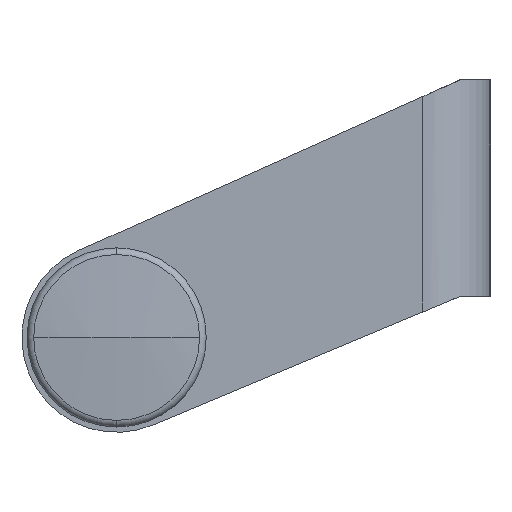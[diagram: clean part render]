
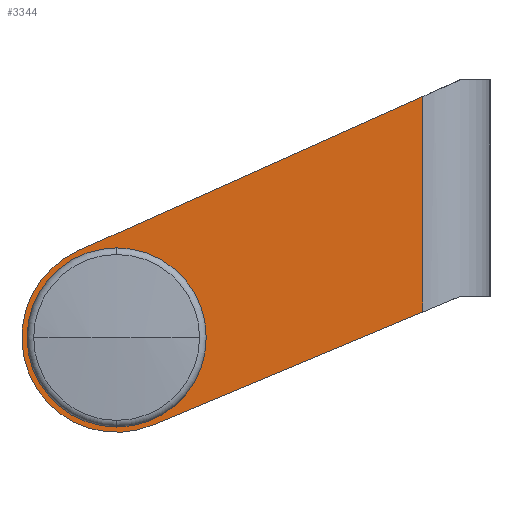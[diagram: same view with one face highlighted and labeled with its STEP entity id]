
A CAD part, left-side view. The second image highlights one B-rep face of the part: STEP entity #3344.
In plain terms, the highlighted planar face has unit normal (-1, 0, 0).
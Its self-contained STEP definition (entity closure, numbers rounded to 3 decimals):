
#34 = DIRECTION ( 'NONE',  ( -1., 0., 0. ) ) ;
#62 = CARTESIAN_POINT ( 'NONE',  ( 0., -6.833, -8.306 ) ) ;
#120 = EDGE_CURVE ( 'NONE', #5287, #6568, #2167, .T. ) ;
#207 = EDGE_LOOP ( 'NONE', ( #2439, #4293 ) ) ;
#210 = VERTEX_POINT ( 'NONE', #225 ) ;
#219 = VERTEX_POINT ( 'NONE', #5462 ) ;
#225 = CARTESIAN_POINT ( 'NONE',  ( 0., 5.188, 11.592 ) ) ;
#306 = VERTEX_POINT ( 'NONE', #4345 ) ;
#323 = DIRECTION ( 'NONE',  ( -1., 0., 0. ) ) ;
#535 = ORIENTED_EDGE ( 'NONE', *, *, #1092, .F. ) ;
#674 = CIRCLE ( 'NONE', #3788, 3.25 ) ;
#917 = EDGE_CURVE ( 'NONE', #2172, #210, #6026, .T. ) ;
#958 = CIRCLE ( 'NONE', #4615, 3.25 ) ;
#1014 = DIRECTION ( 'NONE',  ( -1., 0., 0. ) ) ;
#1033 = CARTESIAN_POINT ( 'NONE',  ( 0., -6.833, -5.056 ) ) ;
#1050 = AXIS2_PLACEMENT_3D ( 'NONE', #4779, #34, #2178 ) ;
#1082 = DIRECTION ( 'NONE',  ( 0., 0., 1. ) ) ;
#1092 = EDGE_CURVE ( 'NONE', #4173, #2601, #2629, .T. ) ;
#1356 = PLANE ( 'NONE',  #3078 ) ;
#1415 = VERTEX_POINT ( 'NONE', #62 ) ;
#1470 = DIRECTION ( 'NONE',  ( 0., 0., 1. ) ) ;
#1606 = EDGE_CURVE ( 'NONE', #210, #6579, #3803, .T. ) ;
#1609 = CARTESIAN_POINT ( 'NONE',  ( 0., -4.907, -11.714 ) ) ;
#1727 = CARTESIAN_POINT ( 'NONE',  ( 0., -46., 34.5 ) ) ;
#1739 = VECTOR ( 'NONE', #6395, 1000. ) ;
#1868 = EDGE_CURVE ( 'NONE', #1415, #219, #4048, .T. ) ;
#1948 = FACE_BOUND ( 'NONE', #207, .T. ) ;
#1997 = ORIENTED_EDGE ( 'NONE', *, *, #1868, .F. ) ;
#1999 = CARTESIAN_POINT ( 'NONE',  ( 0., 0., 0. ) ) ;
#2166 = ORIENTED_EDGE ( 'NONE', *, *, #1606, .F. ) ;
#2167 = CIRCLE ( 'NONE', #5011, 4.025 ) ;
#2172 = VERTEX_POINT ( 'NONE', #2790 ) ;
#2178 = DIRECTION ( 'NONE',  ( 0., 0., 1. ) ) ;
#2185 = CIRCLE ( 'NONE', #3055, 3.25 ) ;
#2234 = CARTESIAN_POINT ( 'NONE',  ( 0., 7.795, -6.639 ) ) ;
#2242 = DIRECTION ( 'NONE',  ( 0., 0., 1. ) ) ;
#2259 = ORIENTED_EDGE ( 'NONE', *, *, #6254, .T. ) ;
#2363 = EDGE_LOOP ( 'NONE', ( #4286, #5453, #2166, #2783 ) ) ;
#2439 = ORIENTED_EDGE ( 'NONE', *, *, #3224, .F. ) ;
#2601 = VERTEX_POINT ( 'NONE', #4604 ) ;
#2629 = CIRCLE ( 'NONE', #6480, 3.25 ) ;
#2641 = EDGE_CURVE ( 'NONE', #2950, #6579, #4784, .T. ) ;
#2642 = AXIS2_PLACEMENT_3D ( 'NONE', #6628, #323, #3527 ) ;
#2741 = CARTESIAN_POINT ( 'NONE',  ( 0., 0., -4.025 ) ) ;
#2783 = ORIENTED_EDGE ( 'NONE', *, *, #917, .F. ) ;
#2790 = CARTESIAN_POINT ( 'NONE',  ( 0., -4.907, -11.714 ) ) ;
#2948 = DIRECTION ( 'NONE',  ( -1., 0., 0. ) ) ;
#2950 = VERTEX_POINT ( 'NONE', #4251 ) ;
#2986 = ORIENTED_EDGE ( 'NONE', *, *, #5866, .F. ) ;
#3019 = FACE_BOUND ( 'NONE', #3139, .T. ) ;
#3055 = AXIS2_PLACEMENT_3D ( 'NONE', #4813, #3588, #2242 ) ;
#3078 = AXIS2_PLACEMENT_3D ( 'NONE', #3470, #2948, #6733 ) ;
#3086 = FACE_BOUND ( 'NONE', #4503, .T. ) ;
#3134 = EDGE_LOOP ( 'NONE', ( #2986, #1997 ) ) ;
#3139 = EDGE_LOOP ( 'NONE', ( #4978, #2259 ) ) ;
#3224 = EDGE_CURVE ( 'NONE', #306, #4554, #958, .T. ) ;
#3344 = ADVANCED_FACE ( 'NONE', ( #6216, #3086, #1948, #6086, #3019 ), #1356, .T. ) ;
#3470 = CARTESIAN_POINT ( 'NONE',  ( 0., 0., 0. ) ) ;
#3527 = DIRECTION ( 'NONE',  ( 0., 0., 1. ) ) ;
#3541 = DIRECTION ( 'NONE',  ( 0., 0., 1. ) ) ;
#3588 = DIRECTION ( 'NONE',  ( -1., 0., 0. ) ) ;
#3623 = CARTESIAN_POINT ( 'NONE',  ( 0., -0.962, 8.445 ) ) ;
#3649 = DIRECTION ( 'NONE',  ( -1., 0., 0. ) ) ;
#3773 = DIRECTION ( 'NONE',  ( 0., 0., 1. ) ) ;
#3788 = AXIS2_PLACEMENT_3D ( 'NONE', #1033, #6400, #3773 ) ;
#3803 = LINE ( 'NONE', #1727, #1739 ) ;
#3930 = EDGE_CURVE ( 'NONE', #2950, #2172, #4704, .T. ) ;
#4021 = DIRECTION ( 'NONE',  ( 1., 0., 0. ) ) ;
#4024 = CIRCLE ( 'NONE', #1050, 3.25 ) ;
#4048 = CIRCLE ( 'NONE', #2642, 3.25 ) ;
#4073 = CARTESIAN_POINT ( 'NONE',  ( 0., -0.962, 11.695 ) ) ;
#4087 = DIRECTION ( 'NONE',  ( 1., 0., 0. ) ) ;
#4122 = CARTESIAN_POINT ( 'NONE',  ( 0., 0., 0. ) ) ;
#4145 = AXIS2_PLACEMENT_3D ( 'NONE', #1999, #4087, #1470 ) ;
#4173 = VERTEX_POINT ( 'NONE', #4073 ) ;
#4223 = CIRCLE ( 'NONE', #6544, 4.025 ) ;
#4251 = CARTESIAN_POINT ( 'NONE',  ( 0., -41., 3.406 ) ) ;
#4258 = DIRECTION ( 'NONE',  ( 0., 0.922, -0.386 ) ) ;
#4286 = ORIENTED_EDGE ( 'NONE', *, *, #3930, .F. ) ;
#4293 = ORIENTED_EDGE ( 'NONE', *, *, #5446, .F. ) ;
#4307 = CARTESIAN_POINT ( 'NONE',  ( 0., -41., 32.262 ) ) ;
#4345 = CARTESIAN_POINT ( 'NONE',  ( 0., 7.795, -0.139 ) ) ;
#4439 = CARTESIAN_POINT ( 'NONE',  ( 0., 0., 4.025 ) ) ;
#4503 = EDGE_LOOP ( 'NONE', ( #535, #6527 ) ) ;
#4554 = VERTEX_POINT ( 'NONE', #2234 ) ;
#4604 = CARTESIAN_POINT ( 'NONE',  ( 0., -0.962, 5.195 ) ) ;
#4615 = AXIS2_PLACEMENT_3D ( 'NONE', #5187, #3649, #3541 ) ;
#4704 = LINE ( 'NONE', #1609, #6390 ) ;
#4779 = CARTESIAN_POINT ( 'NONE',  ( 0., 7.795, -3.389 ) ) ;
#4784 = LINE ( 'NONE', #6378, #5058 ) ;
#4813 = CARTESIAN_POINT ( 'NONE',  ( 0., -0.962, 8.445 ) ) ;
#4978 = ORIENTED_EDGE ( 'NONE', *, *, #120, .T. ) ;
#5011 = AXIS2_PLACEMENT_3D ( 'NONE', #4122, #4021, #6243 ) ;
#5058 = VECTOR ( 'NONE', #1082, 1000. ) ;
#5108 = DIRECTION ( 'NONE',  ( 0., 0., -1. ) ) ;
#5187 = CARTESIAN_POINT ( 'NONE',  ( 0., 7.795, -3.389 ) ) ;
#5287 = VERTEX_POINT ( 'NONE', #4439 ) ;
#5350 = EDGE_CURVE ( 'NONE', #2601, #4173, #2185, .T. ) ;
#5446 = EDGE_CURVE ( 'NONE', #4554, #306, #4024, .T. ) ;
#5453 = ORIENTED_EDGE ( 'NONE', *, *, #2641, .T. ) ;
#5462 = CARTESIAN_POINT ( 'NONE',  ( 0., -6.833, -1.806 ) ) ;
#5568 = CARTESIAN_POINT ( 'NONE',  ( 0., 0., 0. ) ) ;
#5597 = DIRECTION ( 'NONE',  ( 1., 0., 0. ) ) ;
#5723 = DIRECTION ( 'NONE',  ( 0., 0., 1. ) ) ;
#5866 = EDGE_CURVE ( 'NONE', #219, #1415, #674, .T. ) ;
#6026 = CIRCLE ( 'NONE', #4145, 12.7 ) ;
#6086 = FACE_OUTER_BOUND ( 'NONE', #2363, .T. ) ;
#6216 = FACE_BOUND ( 'NONE', #3134, .T. ) ;
#6243 = DIRECTION ( 'NONE',  ( 0., 0., -1. ) ) ;
#6254 = EDGE_CURVE ( 'NONE', #6568, #5287, #4223, .T. ) ;
#6378 = CARTESIAN_POINT ( 'NONE',  ( 0., -41., 34.5 ) ) ;
#6390 = VECTOR ( 'NONE', #4258, 1000. ) ;
#6395 = DIRECTION ( 'NONE',  ( 0., -0.913, 0.408 ) ) ;
#6400 = DIRECTION ( 'NONE',  ( -1., 0., 0. ) ) ;
#6480 = AXIS2_PLACEMENT_3D ( 'NONE', #3623, #1014, #5723 ) ;
#6527 = ORIENTED_EDGE ( 'NONE', *, *, #5350, .F. ) ;
#6544 = AXIS2_PLACEMENT_3D ( 'NONE', #5568, #5597, #5108 ) ;
#6568 = VERTEX_POINT ( 'NONE', #2741 ) ;
#6579 = VERTEX_POINT ( 'NONE', #4307 ) ;
#6628 = CARTESIAN_POINT ( 'NONE',  ( 0., -6.833, -5.056 ) ) ;
#6733 = DIRECTION ( 'NONE',  ( 0., 0., 1. ) ) ;
